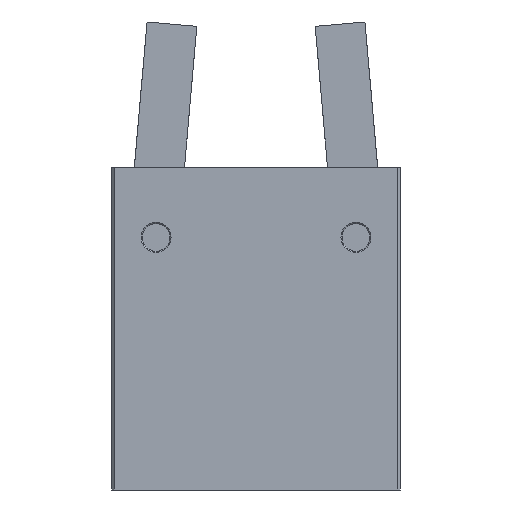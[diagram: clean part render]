
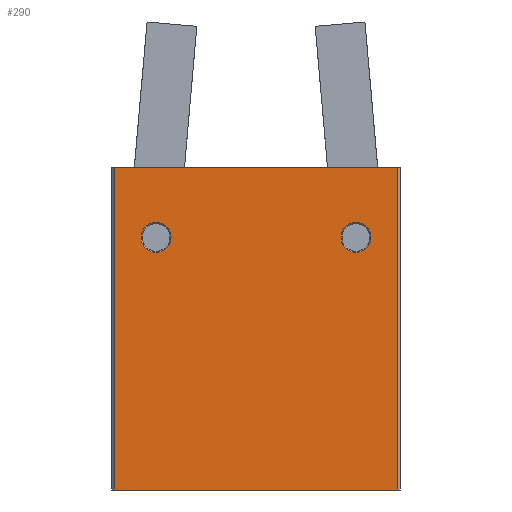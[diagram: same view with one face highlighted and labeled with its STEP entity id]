
A CAD part, left-side view. The second image highlights one B-rep face of the part: STEP entity #290.
In plain terms, the highlighted face is planar.
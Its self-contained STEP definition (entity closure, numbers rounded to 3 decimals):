
#290 = ADVANCED_FACE( '', ( #642, #643, #644 ), #645, .F. );
#642 = FACE_BOUND( '', #1080, .T. );
#643 = FACE_BOUND( '', #1081, .T. );
#644 = FACE_OUTER_BOUND( '', #1082, .T. );
#645 = PLANE( '', #1083 );
#1080 = EDGE_LOOP( '', ( #1744 ) );
#1081 = EDGE_LOOP( '', ( #1745 ) );
#1082 = EDGE_LOOP( '', ( #1746, #1747, #1748, #1749 ) );
#1083 = AXIS2_PLACEMENT_3D( '', #1750, #1751, #1752 );
#1744 = ORIENTED_EDGE( '', *, *, #2557, .F. );
#1745 = ORIENTED_EDGE( '', *, *, #2558, .F. );
#1746 = ORIENTED_EDGE( '', *, *, #2559, .T. );
#1747 = ORIENTED_EDGE( '', *, *, #2560, .F. );
#1748 = ORIENTED_EDGE( '', *, *, #2561, .F. );
#1749 = ORIENTED_EDGE( '', *, *, #2562, .T. );
#1750 = CARTESIAN_POINT( '', ( 58., 25.5, 16. ) );
#1751 = DIRECTION( '', ( 0., 0., -1. ) );
#1752 = DIRECTION( '', ( -1., 0., 0. ) );
#2557 = EDGE_CURVE( '', #3087, #3087, #3088, .T. );
#2558 = EDGE_CURVE( '', #3089, #3089, #3090, .T. );
#2559 = EDGE_CURVE( '', #3091, #3092, #3093, .T. );
#2560 = EDGE_CURVE( '', #3094, #3092, #3095, .T. );
#2561 = EDGE_CURVE( '', #3096, #3094, #3097, .T. );
#2562 = EDGE_CURVE( '', #3096, #3091, #3098, .T. );
#3087 = VERTEX_POINT( '', #3826 );
#3088 = CIRCLE( '', #3827, 2.7 );
#3089 = VERTEX_POINT( '', #3828 );
#3090 = CIRCLE( '', #3829, 2.7 );
#3091 = VERTEX_POINT( '', #3830 );
#3092 = VERTEX_POINT( '', #3831 );
#3093 = LINE( '', #3832, #3833 );
#3094 = VERTEX_POINT( '', #3834 );
#3095 = LINE( '', #3835, #3836 );
#3096 = VERTEX_POINT( '', #3837 );
#3097 = LINE( '', #3838, #3839 );
#3098 = LINE( '', #3840, #3841 );
#3826 = CARTESIAN_POINT( '', ( 15.2, -18., 16. ) );
#3827 = AXIS2_PLACEMENT_3D( '', #4367, #4368, #4369 );
#3828 = CARTESIAN_POINT( '', ( 15.2, 18., 16. ) );
#3829 = AXIS2_PLACEMENT_3D( '', #4370, #4371, #4372 );
#3830 = CARTESIAN_POINT( '', ( 0., 25.5, 16. ) );
#3831 = CARTESIAN_POINT( '', ( 0., -25.5, 16. ) );
#3832 = CARTESIAN_POINT( '', ( 0., 25.5, 16. ) );
#3833 = VECTOR( '', #4373, 1000. );
#3834 = CARTESIAN_POINT( '', ( 58., -25.5, 16. ) );
#3835 = CARTESIAN_POINT( '', ( 58., -25.5, 16. ) );
#3836 = VECTOR( '', #4374, 1000. );
#3837 = CARTESIAN_POINT( '', ( 58., 25.5, 16. ) );
#3838 = CARTESIAN_POINT( '', ( 58., 25.5, 16. ) );
#3839 = VECTOR( '', #4375, 1000. );
#3840 = CARTESIAN_POINT( '', ( 58., 25.5, 16. ) );
#3841 = VECTOR( '', #4376, 1000. );
#4367 = CARTESIAN_POINT( '', ( 12.5, -18., 16. ) );
#4368 = DIRECTION( '', ( 0., 0., 1. ) );
#4369 = DIRECTION( '', ( 1., 0., 0. ) );
#4370 = CARTESIAN_POINT( '', ( 12.5, 18., 16. ) );
#4371 = DIRECTION( '', ( 0., 0., 1. ) );
#4372 = DIRECTION( '', ( 1., 0., 0. ) );
#4373 = DIRECTION( '', ( 0., -1., 0. ) );
#4374 = DIRECTION( '', ( -1., 0., 0. ) );
#4375 = DIRECTION( '', ( 0., -1., 0. ) );
#4376 = DIRECTION( '', ( -1., 0., 0. ) );
